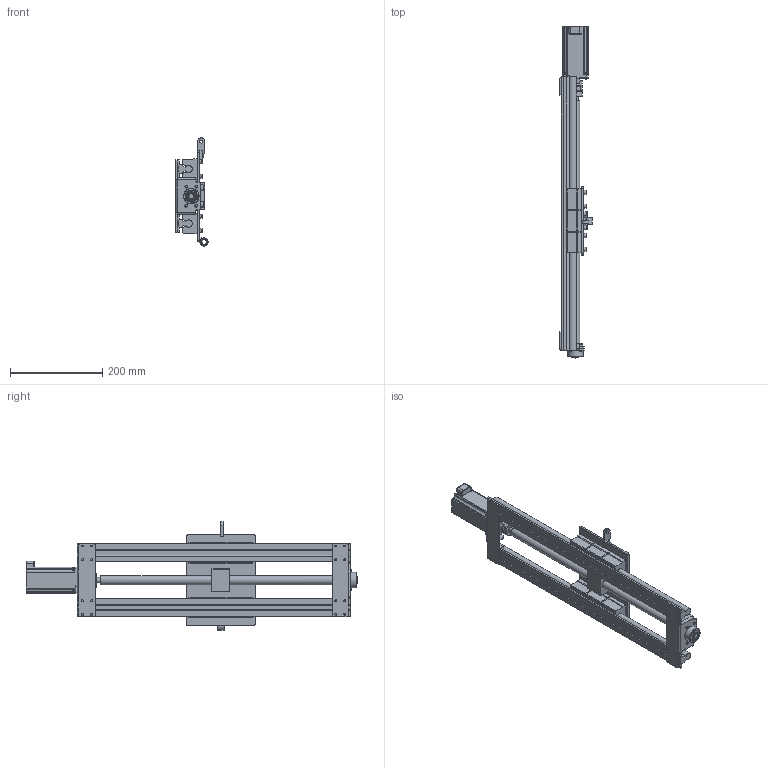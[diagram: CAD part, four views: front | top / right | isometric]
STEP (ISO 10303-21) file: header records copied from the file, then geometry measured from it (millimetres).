
FILE_DESCRIPTION(('FreeCAD Model'),'2;1');
FILE_NAME('Open CASCADE Shape Model','2025-05-09T19:15:13',('FreeCAD'),( 'FreeCAD'),'Open CASCADE STEP processor 7.6','FreeCAD','Unknown');
FILE_SCHEMA(('AUTOMOTIVE_DESIGN { 1 0 10303 214 1 1 1 1 }'));
Products named in the file (1): Open CASCADE STEP translator 7.6 1
Bounding box: 69.9 x 717.95 x 233.88 mm (x, y, z)
Volume: 1716807.7 mm3; surface area: 472845.5 mm2
Topology: 82 solids, 82 shells, 1920 faces, 4841 edges, 3178 vertices
Faces by surface type: bspline 1920
Entity records: 60994 total; most frequent: CARTESIAN_POINT 32755, ORIENTED_EDGE 9502, EDGE_CURVE 4751, VERTEX_POINT 3162, B_SPLINE_CURVE_WITH_KNOTS 3045, FACE_BOUND 2239, EDGE_LOOP 2223, ADVANCED_FACE 1920
